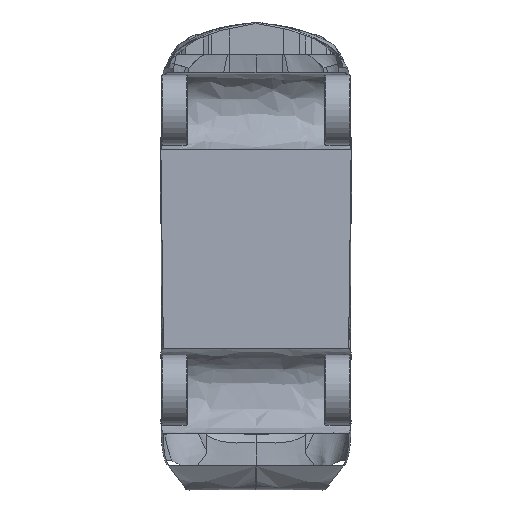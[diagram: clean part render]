
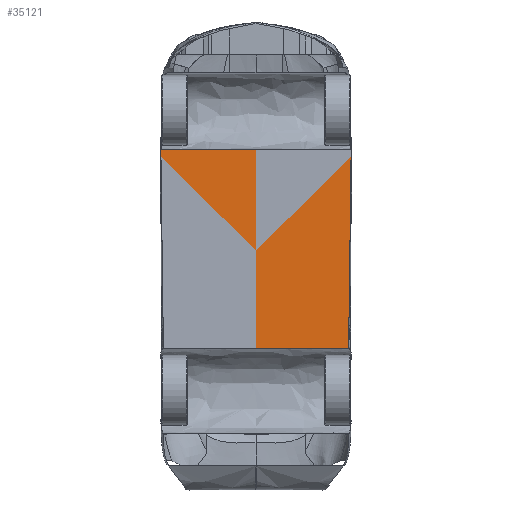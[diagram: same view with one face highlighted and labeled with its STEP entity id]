
A CAD part, front view. The second image highlights one B-rep face of the part: STEP entity #35121.
In plain terms, the highlighted planar face has unit normal (0, 1, -0.005).
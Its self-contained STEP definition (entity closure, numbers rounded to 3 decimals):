
#24441=CARTESIAN_POINT('',(-2017.228,458.645,
-7091.357));
#24442=CARTESIAN_POINT('',(-2019.313,459.781,
-6855.167));
#24443=CARTESIAN_POINT('',(-2027.241,462.149,
-6362.471));
#24444=CARTESIAN_POINT('',(-2037.007,465.986,
-5564.493));
#24445=CARTESIAN_POINT('',(-2048.492,470.136,
-4701.145));
#24446=CARTESIAN_POINT('',(-2060.605,474.616,
-3769.335));
#24447=CARTESIAN_POINT('',(-2069.397,477.836,
-3099.551));
#24448=CARTESIAN_POINT('',(-2073.896,479.504,
-2752.759));
#24450=CARTESIAN_POINT('',(-2073.896,479.504,
-2752.759));
#24544=CARTESIAN_POINT('',(2017.228,458.645,
-7091.357));
#24546=DIRECTION('',(-1.,0.,0.));
#24547=VECTOR('',#24546,4034.455);
#24548=CARTESIAN_POINT('',(2017.228,458.645,
-7091.357));
#24549=LINE('',#24548,#24547);
#24587=DIRECTION('',(0.013,0.005,1.));
#24588=VECTOR('',#24587,4339.019);
#24589=CARTESIAN_POINT('',(2017.228,458.645,
-7091.357));
#24590=LINE('',#24589,#24588);
#24591=DIRECTION('',(-1.,0.,0.));
#24592=VECTOR('',#24591,4147.793);
#24593=CARTESIAN_POINT('',(2073.896,479.504,
-2752.759));
#24594=LINE('',#24593,#24592);
#26384=VERTEX_POINT('',#24450);
#26417=VERTEX_POINT('',#24544);
#26418=CARTESIAN_POINT('',(2073.896,479.504,
-2752.759));
#26419=VERTEX_POINT('',#26418);
#26547=CARTESIAN_POINT('',(-2017.228,458.645,
-7091.357));
#26548=VERTEX_POINT('',#26547);
#35108=CARTESIAN_POINT('',(0.,469.074,
-4922.058));
#35109=DIRECTION('',(0.,1.,-0.005));
#35110=DIRECTION('',(0.,-0.005,-1.));
#35111=AXIS2_PLACEMENT_3D('',#35108,#35109,#35110);
#35112=PLANE('',#35111);
#35114=ORIENTED_EDGE('',*,*,#35113,.T.);
#35115=ORIENTED_EDGE('',*,*,#34890,.F.);
#35116=ORIENTED_EDGE('',*,*,#34987,.F.);
#35118=ORIENTED_EDGE('',*,*,#35117,.T.);
#35119=EDGE_LOOP('',(#35114,#35115,#35116,#35118));
#35120=FACE_OUTER_BOUND('',#35119,.F.);
#35121=ADVANCED_FACE('',(#35120),#35112,.T.);
#24449=B_SPLINE_CURVE_WITH_KNOTS('',3,(#24441,#24442,#24443,#24444,#24445,
#24446,#24447,#24448),.UNSPECIFIED.,.F.,.F.,(4,1,1,1,1,4),(0.,0.2,0.4,
0.6,0.8,1.),.UNSPECIFIED.);
#34890=EDGE_CURVE('',#26548,#26384,#24449,.T.);
#34987=EDGE_CURVE('',#26417,#26548,#24549,.T.);
#35113=EDGE_CURVE('',#26419,#26384,#24594,.T.);
#35117=EDGE_CURVE('',#26417,#26419,#24590,.T.);
